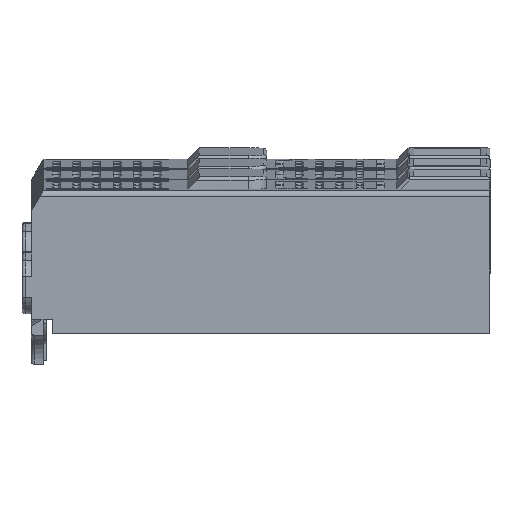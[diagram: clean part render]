
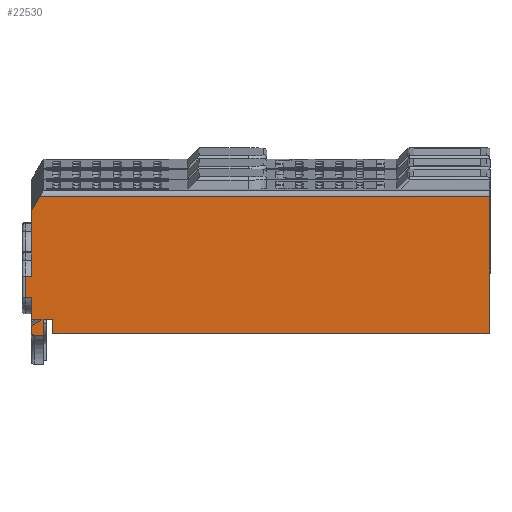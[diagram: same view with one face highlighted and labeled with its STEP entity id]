
A CAD part, left-side view. The second image highlights one B-rep face of the part: STEP entity #22530.
In plain terms, the highlighted planar face has unit normal (-0.999, 0, -0.05).
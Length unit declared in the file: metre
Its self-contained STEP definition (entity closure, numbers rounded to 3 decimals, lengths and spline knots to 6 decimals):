
#2835=DIRECTION('',(0.049,0.,-0.999));
#2836=VECTOR('',#2835,0.022419);
#2837=CARTESIAN_POINT('',(-0.000059,0.0005,0.003864));
#2838=LINE('',#2837,#2836);
#3901=DIRECTION('',(-0.049,0.,0.999));
#3902=VECTOR('',#3901,0.002219);
#3903=CARTESIAN_POINT('',(0.00105,0.072,-0.018527));
#3904=LINE('',#3903,#3902);
#3914=DIRECTION('',(0.043,0.5,-0.865));
#3915=VECTOR('',#3914,0.002887);
#3916=CARTESIAN_POINT('',(-0.000059,0.074057,
0.003864));
#3917=LINE('',#3916,#3915);
#3918=DIRECTION('',(-0.049,0.,0.999));
#3919=VECTOR('',#3918,0.0025);
#3920=CARTESIAN_POINT('',(0.001064,0.0735,-0.018808));
#3921=LINE('',#3920,#3919);
#3922=CARTESIAN_POINT('',(0.001039,0.075,-0.018309));
#3923=DIRECTION('',(-0.999,0.,-0.049));
#3924=DIRECTION('',(0.,1.,0.));
#3925=AXIS2_PLACEMENT_3D('',#3922,#3923,#3924);
#3927=DIRECTION('',(0.025,0.862,-0.506));
#3928=VECTOR('',#3927,0.001972);
#3929=CARTESIAN_POINT('',(0.00094,0.0738,-0.016311));
#3930=LINE('',#3929,#3928);
#3931=DIRECTION('',(0.049,0.,-0.999));
#3932=VECTOR('',#3931,0.00364);
#3933=CARTESIAN_POINT('',(0.00076,0.0755,-0.012676));
#3934=LINE('',#3933,#3932);
#3935=DIRECTION('',(0.049,0.,-0.999));
#3936=VECTOR('',#3935,0.01054);
#3937=CARTESIAN_POINT('',(0.000064,0.0755,0.001367));
#3938=LINE('',#3937,#3936);
#4148=DIRECTION('',(0.,-1.,0.));
#4149=VECTOR('',#4148,0.001);
#4150=CARTESIAN_POINT('',(0.000586,0.0765,-0.00916));
#4151=LINE('',#4150,#4149);
#4349=DIRECTION('',(0.,1.,0.));
#4350=VECTOR('',#4349,0.001);
#4351=CARTESIAN_POINT('',(0.00076,0.0755,-0.012676));
#4352=LINE('',#4351,#4350);
#4368=DIRECTION('',(-0.049,0.,0.999));
#4369=VECTOR('',#4368,0.00352);
#4370=CARTESIAN_POINT('',(0.00076,0.0765,-0.012676));
#4371=LINE('',#4370,#4369);
#4376=DIRECTION('',(0.,1.,0.));
#4377=VECTOR('',#4376,0.0017);
#4378=CARTESIAN_POINT('',(0.00094,0.0738,-0.016311));
#4379=LINE('',#4378,#4377);
#4466=DIRECTION('',(-0.049,0.,0.999));
#4467=VECTOR('',#4466,0.001);
#4468=CARTESIAN_POINT('',(0.001039,0.0755,-0.018309));
#4469=LINE('',#4468,#4467);
#5262=DIRECTION('',(0.,1.,0.));
#5263=VECTOR('',#5262,0.0015);
#5264=CARTESIAN_POINT('',(0.001064,0.0735,-0.018808));
#5265=LINE('',#5264,#5263);
#5374=DIRECTION('',(0.,1.,0.));
#5375=VECTOR('',#5374,0.0015);
#5376=CARTESIAN_POINT('',(0.00094,0.072,-0.016311));
#5377=LINE('',#5376,#5375);
#8470=DIRECTION('',(0.,-1.,0.));
#8471=VECTOR('',#8470,0.073557);
#8472=CARTESIAN_POINT('',(-0.000059,0.074057,
0.003864));
#8473=LINE('',#8472,#8471);
#8478=DIRECTION('',(0.,1.,0.));
#8479=VECTOR('',#8478,0.0715);
#8480=CARTESIAN_POINT('',(0.00105,0.0005,-0.018527));
#8481=LINE('',#8480,#8479);
#12181=CARTESIAN_POINT('',(0.001064,0.0735,-0.018808));
#12182=VERTEX_POINT('',#12181);
#12183=CARTESIAN_POINT('',(0.00094,0.0735,-0.016311));
#12184=VERTEX_POINT('',#12183);
#12269=CARTESIAN_POINT('',(0.00076,0.0755,-0.012676));
#12270=VERTEX_POINT('',#12269);
#12271=CARTESIAN_POINT('',(0.00094,0.0755,-0.016311));
#12272=VERTEX_POINT('',#12271);
#12385=CARTESIAN_POINT('',(0.000064,0.0755,0.001367));
#12386=VERTEX_POINT('',#12385);
#12387=CARTESIAN_POINT('',(0.000586,0.0755,-0.00916));
#12388=VERTEX_POINT('',#12387);
#12401=CARTESIAN_POINT('',(0.00076,0.0765,-0.012676));
#12402=VERTEX_POINT('',#12401);
#12440=CARTESIAN_POINT('',(0.000586,0.0765,-0.00916));
#12441=VERTEX_POINT('',#12440);
#12442=CARTESIAN_POINT('',(-0.000059,0.074057,
0.003864));
#12443=CARTESIAN_POINT('',(-0.000059,0.0005,0.003864));
#12444=VERTEX_POINT('',#12442);
#12445=VERTEX_POINT('',#12443);
#12446=CARTESIAN_POINT('',(0.00105,0.0005,-0.018527));
#12447=VERTEX_POINT('',#12446);
#12448=CARTESIAN_POINT('',(0.00105,0.072,-0.018527));
#12449=VERTEX_POINT('',#12448);
#12450=CARTESIAN_POINT('',(0.00094,0.072,-0.016311));
#12451=VERTEX_POINT('',#12450);
#12452=CARTESIAN_POINT('',(0.001064,0.075,-0.018808));
#12453=VERTEX_POINT('',#12452);
#12454=CARTESIAN_POINT('',(0.001039,0.0755,-0.018309));
#12455=VERTEX_POINT('',#12454);
#12456=CARTESIAN_POINT('',(0.000989,0.0755,-0.01731));
#12457=VERTEX_POINT('',#12456);
#12458=CARTESIAN_POINT('',(0.00094,0.0738,-0.016311));
#12459=VERTEX_POINT('',#12458);
#22491=CARTESIAN_POINT('',(-0.000109,0.0755,0.004863));
#22492=DIRECTION('',(-0.999,0.,-0.049));
#22493=DIRECTION('',(0.049,0.,-0.999));
#22494=AXIS2_PLACEMENT_3D('',#22491,#22492,#22493);
#22495=PLANE('',#22494);
#22497=ORIENTED_EDGE('',*,*,#22496,.F.);
#22499=ORIENTED_EDGE('',*,*,#22498,.T.);
#22500=ORIENTED_EDGE('',*,*,#20479,.T.);
#22502=ORIENTED_EDGE('',*,*,#22501,.T.);
#22503=ORIENTED_EDGE('',*,*,#22472,.T.);
#22505=ORIENTED_EDGE('',*,*,#22504,.T.);
#22507=ORIENTED_EDGE('',*,*,#22506,.F.);
#22509=ORIENTED_EDGE('',*,*,#22508,.T.);
#22511=ORIENTED_EDGE('',*,*,#22510,.F.);
#22513=ORIENTED_EDGE('',*,*,#22512,.T.);
#22515=ORIENTED_EDGE('',*,*,#22514,.F.);
#22517=ORIENTED_EDGE('',*,*,#22516,.T.);
#22519=ORIENTED_EDGE('',*,*,#22518,.F.);
#22521=ORIENTED_EDGE('',*,*,#22520,.T.);
#22523=ORIENTED_EDGE('',*,*,#22522,.T.);
#22525=ORIENTED_EDGE('',*,*,#22524,.T.);
#22527=ORIENTED_EDGE('',*,*,#22526,.F.);
#22528=EDGE_LOOP('',(#22497,#22499,#22500,#22502,#22503,#22505,#22507,#22509,
#22511,#22513,#22515,#22517,#22519,#22521,#22523,#22525,#22527));
#22529=FACE_OUTER_BOUND('',#22528,.F.);
#22530=ADVANCED_FACE('',(#22529),#22495,.T.);
#3926=CIRCLE('',#3925,0.0005);
#20479=EDGE_CURVE('',#12445,#12447,#2838,.T.);
#22472=EDGE_CURVE('',#12449,#12451,#3904,.T.);
#22496=EDGE_CURVE('',#12444,#12386,#3917,.T.);
#22498=EDGE_CURVE('',#12444,#12445,#8473,.T.);
#22501=EDGE_CURVE('',#12447,#12449,#8481,.T.);
#22504=EDGE_CURVE('',#12451,#12184,#5377,.T.);
#22506=EDGE_CURVE('',#12182,#12184,#3921,.T.);
#22508=EDGE_CURVE('',#12182,#12453,#5265,.T.);
#22510=EDGE_CURVE('',#12455,#12453,#3926,.T.);
#22512=EDGE_CURVE('',#12455,#12457,#4469,.T.);
#22514=EDGE_CURVE('',#12459,#12457,#3930,.T.);
#22516=EDGE_CURVE('',#12459,#12272,#4379,.T.);
#22518=EDGE_CURVE('',#12270,#12272,#3934,.T.);
#22520=EDGE_CURVE('',#12270,#12402,#4352,.T.);
#22522=EDGE_CURVE('',#12402,#12441,#4371,.T.);
#22524=EDGE_CURVE('',#12441,#12388,#4151,.T.);
#22526=EDGE_CURVE('',#12386,#12388,#3938,.T.);
